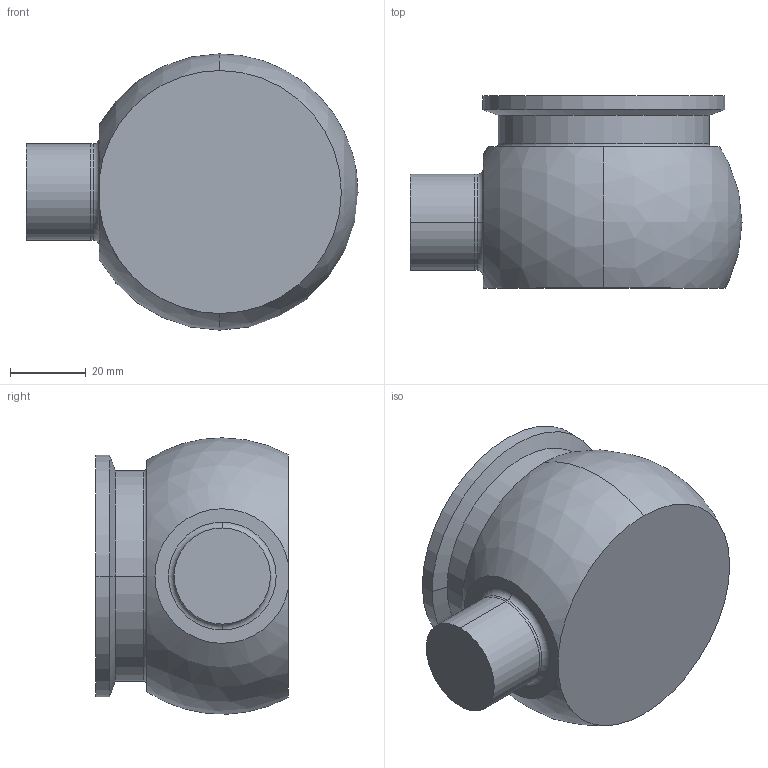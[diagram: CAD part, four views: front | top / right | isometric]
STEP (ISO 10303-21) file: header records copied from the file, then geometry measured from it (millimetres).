
FILE_DESCRIPTION (( 'STEP AP203' ), '1' );
FILE_NAME ('102773.STEP', '2017-10-12T15:46:46', ( '' ), ( '' ), 'SwSTEP 2.0', 'SolidWorks 2014', '' );
FILE_SCHEMA (( 'CONFIG_CONTROL_DESIGN' ));
Length unit declared in the file: inch
Products named in the file (1): 102773
Bounding box: 87.68 x 50.8 x 72.98 mm (x, y, z)
Volume: 186088.3 mm3; surface area: 19875.3 mm2
Topology: 1 solids, 1 shells, 21 faces, 44 edges, 26 vertices
Faces by surface type: cylinder 8, plane 5, torus 4, cone 2, sphere 2
Entity records: 624 total; most frequent: DIRECTION 115, CARTESIAN_POINT 87, ORIENTED_EDGE 82, AXIS2_PLACEMENT_3D 52, EDGE_CURVE 41, CIRCLE 30, VERTEX_POINT 24, EDGE_LOOP 23
